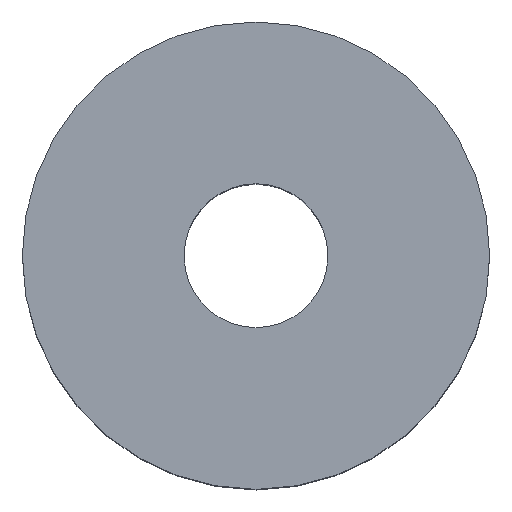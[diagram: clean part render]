
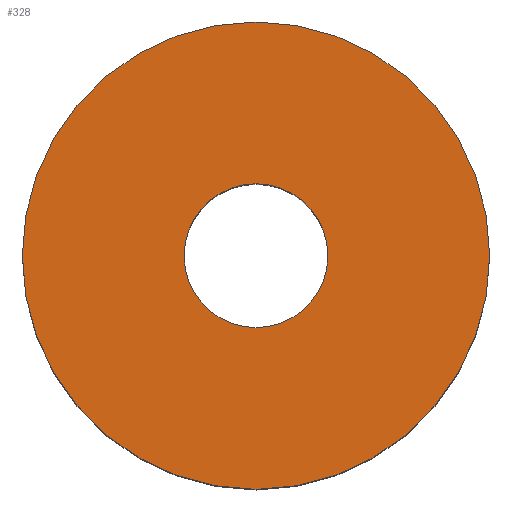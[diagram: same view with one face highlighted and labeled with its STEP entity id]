
A CAD part, top view. The second image highlights one B-rep face of the part: STEP entity #328.
In plain terms, the highlighted planar face has unit normal (0, 0, 1).
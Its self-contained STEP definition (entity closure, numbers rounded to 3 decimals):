
#1 = DIRECTION ( 'NONE',  ( 1., 0., 0. ) ) ;
#7 = CARTESIAN_POINT ( 'NONE',  ( -4., 0., 10. ) ) ;
#9 = AXIS2_PLACEMENT_3D ( 'NONE', #223, #132, #1 ) ;
#23 = DIRECTION ( 'NONE',  ( 1., 0., 0. ) ) ;
#28 = EDGE_CURVE ( 'NONE', #277, #234, #63, .T. ) ;
#30 = CARTESIAN_POINT ( 'NONE',  ( 0., 0., 10. ) ) ;
#33 = EDGE_CURVE ( 'NONE', #250, #311, #152, .T. ) ;
#36 = EDGE_LOOP ( 'NONE', ( #367, #306 ) ) ;
#44 = AXIS2_PLACEMENT_3D ( 'NONE', #364, #100, #279 ) ;
#49 = FACE_BOUND ( 'NONE', #36, .T. ) ;
#63 = CIRCLE ( 'NONE', #103, 13. ) ;
#100 = DIRECTION ( 'NONE',  ( 0., 0., 1. ) ) ;
#103 = AXIS2_PLACEMENT_3D ( 'NONE', #394, #123, #23 ) ;
#104 = DIRECTION ( 'NONE',  ( 0., 0., 1. ) ) ;
#116 = AXIS2_PLACEMENT_3D ( 'NONE', #233, #104, #141 ) ;
#123 = DIRECTION ( 'NONE',  ( 0., 0., 1. ) ) ;
#132 = DIRECTION ( 'NONE',  ( 0., 0., 1. ) ) ;
#141 = DIRECTION ( 'NONE',  ( 1., 0., 0. ) ) ;
#152 = CIRCLE ( 'NONE', #172, 4. ) ;
#169 = PLANE ( 'NONE',  #116 ) ;
#172 = AXIS2_PLACEMENT_3D ( 'NONE', #30, #247, #359 ) ;
#173 = FACE_OUTER_BOUND ( 'NONE', #379, .T. ) ;
#223 = CARTESIAN_POINT ( 'NONE',  ( 0., 0., 10. ) ) ;
#233 = CARTESIAN_POINT ( 'NONE',  ( 0., 0., 10. ) ) ;
#234 = VERTEX_POINT ( 'NONE', #312 ) ;
#235 = EDGE_CURVE ( 'NONE', #234, #277, #356, .T. ) ;
#247 = DIRECTION ( 'NONE',  ( 0., 0., 1. ) ) ;
#250 = VERTEX_POINT ( 'NONE', #7 ) ;
#277 = VERTEX_POINT ( 'NONE', #372 ) ;
#278 = EDGE_CURVE ( 'NONE', #311, #250, #323, .T. ) ;
#279 = DIRECTION ( 'NONE',  ( 1., 0., 0. ) ) ;
#293 = CARTESIAN_POINT ( 'NONE',  ( 4., 0., 10. ) ) ;
#306 = ORIENTED_EDGE ( 'NONE', *, *, #278, .F. ) ;
#311 = VERTEX_POINT ( 'NONE', #293 ) ;
#312 = CARTESIAN_POINT ( 'NONE',  ( -13., 0., 10. ) ) ;
#314 = ORIENTED_EDGE ( 'NONE', *, *, #28, .T. ) ;
#323 = CIRCLE ( 'NONE', #44, 4. ) ;
#328 = ADVANCED_FACE ( 'NONE', ( #173, #49 ), #169, .T. ) ;
#356 = CIRCLE ( 'NONE', #9, 13. ) ;
#359 = DIRECTION ( 'NONE',  ( 1., 0., 0. ) ) ;
#364 = CARTESIAN_POINT ( 'NONE',  ( 0., 0., 10. ) ) ;
#367 = ORIENTED_EDGE ( 'NONE', *, *, #33, .F. ) ;
#372 = CARTESIAN_POINT ( 'NONE',  ( 13., 0., 10. ) ) ;
#379 = EDGE_LOOP ( 'NONE', ( #380, #314 ) ) ;
#380 = ORIENTED_EDGE ( 'NONE', *, *, #235, .T. ) ;
#394 = CARTESIAN_POINT ( 'NONE',  ( 0., 0., 10. ) ) ;
